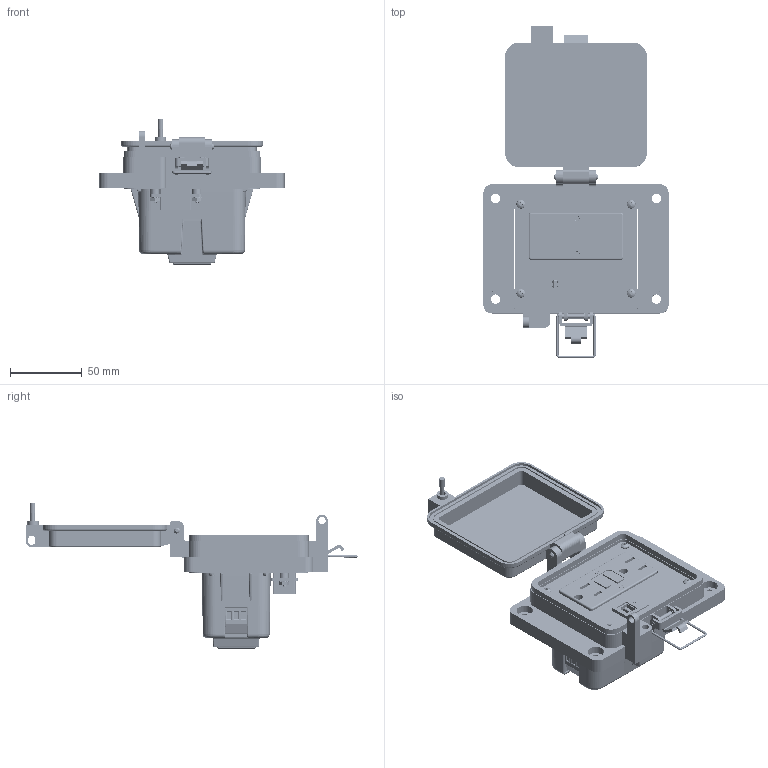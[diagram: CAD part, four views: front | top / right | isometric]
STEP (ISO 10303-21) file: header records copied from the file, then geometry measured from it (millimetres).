
FILE_DESCRIPTION (( 'STEP AP203' ), '1' );
FILE_NAME ('P-Q51-K3RF0_3D.STEP', '2021-12-09T18:09:25', ( '' ), ( '' ), 'SwSTEP 2.0', 'SolidWorks 2019', '' );
FILE_SCHEMA (( 'CONFIG_CONTROL_DESIGN' ));
Length unit declared in the file: millimetre
Products named in the file (15): Z-120-RIOF-SHELL; Z-300-USB-AB-FF; Z-H-K3_B; Z-000-44011_8FH_91771A116; P-Q51-K3RF0_3D; 92005A124_METRIC PAN HEAD PHILLIPS MACHINE SCREW_92005A124; Z-200-OTLT-GFIH-15A_sheared; Q51; RF; P-Q51-K3RF0_BP180_1; Z-200-OTLT-RIOF-15A; -K3; Z-002-4401_4HN_90675A005; P-Q51-K3RF0_FP060_1; Z-001-SPR_11_16
Assembly tree (20 placements, depth 4):
  P-Q51-K3RF0_3D
    P-Q51-K3RF0_BP180_1
    Q51
      Z-300-USB-AB-FF
    Z-000-44011_8FH_91771A116  x2
    Z-002-4401_4HN_90675A005  x2
    Z-001-SPR_11_16  x2
    RF
      Z-200-OTLT-RIOF-15A
        Z-120-RIOF-SHELL
        Z-200-OTLT-GFIH-15A_sheared
    P-Q51-K3RF0_FP060_1
    -K3
      Z-H-K3_B
    92005A124_METRIC PAN HEAD PHILLIPS MACHINE SCREW_92005A124  x4
Bounding box: 129 x 231.18 x 101.5 mm (x, y, z)
Volume: 300241.6 mm3; surface area: 182375.5 mm2
Topology: 40 solids, 46 shells, 6074 faces, 15970 edges, 10156 vertices
Faces by surface type: cylinder 2286, plane 2268, bspline 1177, cone 196, torus 89, sphere 58
Entity records: 221307 total; most frequent: CARTESIAN_POINT 103669, ORIENTED_EDGE 27064, DIRECTION 19738, EDGE_CURVE 13532, VERTEX_POINT 8549, LINE 7626, VECTOR 7626, AXIS2_PLACEMENT_3D 6056
